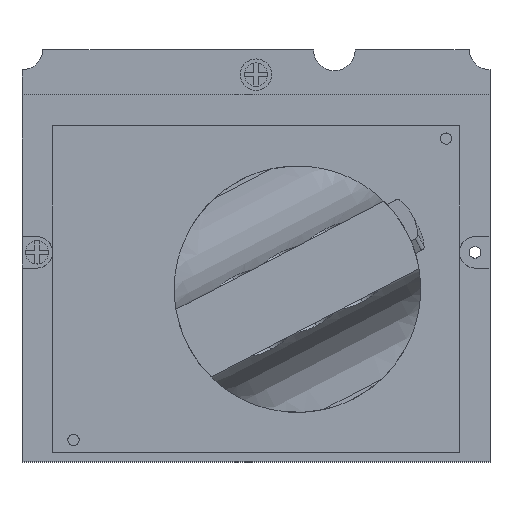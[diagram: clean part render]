
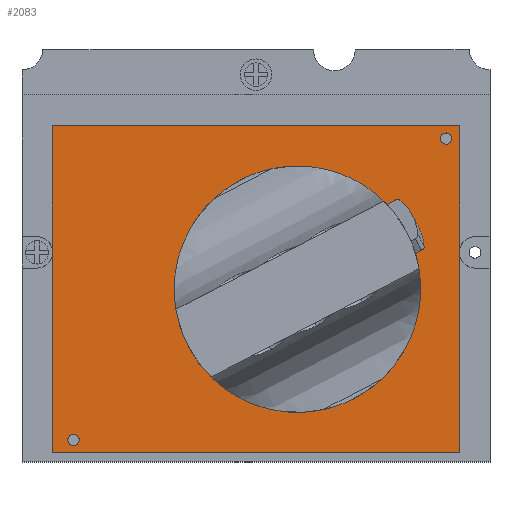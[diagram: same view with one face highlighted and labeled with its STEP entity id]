
A CAD part, top view. The second image highlights one B-rep face of the part: STEP entity #2083.
In plain terms, the highlighted planar face has unit normal (0, 0, 1).
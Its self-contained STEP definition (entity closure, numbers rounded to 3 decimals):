
#126=DIRECTION('',(0.,-1.,0.));
#127=VECTOR('',#126,73.);
#128=CARTESIAN_POINT('',(-45.5,29.19,24.771));
#129=LINE('',#128,#127);
#610=DIRECTION('',(1.,0.,0.));
#611=VECTOR('',#610,91.);
#612=CARTESIAN_POINT('',(-45.5,-43.81,24.771));
#613=LINE('',#612,#611);
#618=DIRECTION('',(1.,0.,0.));
#619=VECTOR('',#618,91.);
#620=CARTESIAN_POINT('',(-45.5,29.19,24.771));
#621=LINE('',#620,#619);
#622=DIRECTION('',(0.,-1.,0.));
#623=VECTOR('',#622,73.);
#624=CARTESIAN_POINT('',(45.5,29.19,24.771));
#625=LINE('',#624,#623);
#626=CARTESIAN_POINT('',(-40.75,-40.96,24.771));
#627=DIRECTION('',(0.,0.,1.));
#628=DIRECTION('',(1.,0.,0.));
#629=AXIS2_PLACEMENT_3D('',#626,#627,#628);
#631=CARTESIAN_POINT('',(-40.75,-40.96,24.771));
#632=DIRECTION('',(0.,0.,1.));
#633=DIRECTION('',(-1.,0.,0.));
#634=AXIS2_PLACEMENT_3D('',#631,#632,#633);
#636=CARTESIAN_POINT('',(42.45,26.34,24.771));
#637=DIRECTION('',(0.,0.,1.));
#638=DIRECTION('',(1.,0.,0.));
#639=AXIS2_PLACEMENT_3D('',#636,#637,#638);
#641=CARTESIAN_POINT('',(42.45,26.34,24.771));
#642=DIRECTION('',(0.,0.,1.));
#643=DIRECTION('',(-1.,0.,0.));
#644=AXIS2_PLACEMENT_3D('',#641,#642,#643);
#646=CARTESIAN_POINT('',(9.25,-7.31,24.771));
#647=DIRECTION('',(0.,0.,1.));
#648=DIRECTION('',(1.,0.,0.));
#649=AXIS2_PLACEMENT_3D('',#646,#647,#648);
#651=CARTESIAN_POINT('',(9.25,-7.31,24.771));
#652=DIRECTION('',(0.,0.,1.));
#653=DIRECTION('',(-1.,0.,0.));
#654=AXIS2_PLACEMENT_3D('',#651,#652,#653);
#980=CARTESIAN_POINT('',(-45.5,29.19,24.771));
#981=VERTEX_POINT('',#980);
#982=CARTESIAN_POINT('',(-45.5,-43.81,24.771));
#983=VERTEX_POINT('',#982);
#984=CARTESIAN_POINT('',(45.5,29.19,24.771));
#985=VERTEX_POINT('',#984);
#986=CARTESIAN_POINT('',(45.5,-43.81,24.771));
#987=VERTEX_POINT('',#986);
#1112=CARTESIAN_POINT('',(-39.5,-40.96,24.771));
#1113=CARTESIAN_POINT('',(-42.,-40.96,24.771));
#1114=VERTEX_POINT('',#1112);
#1115=VERTEX_POINT('',#1113);
#1116=CARTESIAN_POINT('',(43.7,26.34,24.771));
#1117=CARTESIAN_POINT('',(41.2,26.34,24.771));
#1118=VERTEX_POINT('',#1116);
#1119=VERTEX_POINT('',#1117);
#1120=CARTESIAN_POINT('',(21.75,-7.31,24.771));
#1121=CARTESIAN_POINT('',(-3.25,-7.31,24.771));
#1122=VERTEX_POINT('',#1120);
#1123=VERTEX_POINT('',#1121);
#2054=CARTESIAN_POINT('',(-52.25,29.19,24.771));
#2055=DIRECTION('',(0.,0.,1.));
#2056=DIRECTION('',(0.,-1.,0.));
#2057=AXIS2_PLACEMENT_3D('',#2054,#2055,#2056);
#2058=PLANE('',#2057);
#2059=ORIENTED_EDGE('',*,*,#1343,.F.);
#2060=ORIENTED_EDGE('',*,*,#1371,.T.);
#2061=ORIENTED_EDGE('',*,*,#1386,.T.);
#2062=ORIENTED_EDGE('',*,*,#2047,.F.);
#2063=EDGE_LOOP('',(#2059,#2060,#2061,#2062));
#2064=FACE_OUTER_BOUND('',#2063,.F.);
#2066=ORIENTED_EDGE('',*,*,#2065,.T.);
#2068=ORIENTED_EDGE('',*,*,#2067,.T.);
#2069=EDGE_LOOP('',(#2066,#2068));
#2070=FACE_BOUND('',#2069,.F.);
#2072=ORIENTED_EDGE('',*,*,#2071,.T.);
#2074=ORIENTED_EDGE('',*,*,#2073,.T.);
#2075=EDGE_LOOP('',(#2072,#2074));
#2076=FACE_BOUND('',#2075,.F.);
#2078=ORIENTED_EDGE('',*,*,#2077,.T.);
#2080=ORIENTED_EDGE('',*,*,#2079,.T.);
#2081=EDGE_LOOP('',(#2078,#2080));
#2082=FACE_BOUND('',#2081,.F.);
#630=CIRCLE('',#629,1.25);
#635=CIRCLE('',#634,1.25);
#640=CIRCLE('',#639,1.25);
#645=CIRCLE('',#644,1.25);
#650=CIRCLE('',#649,12.5);
#655=CIRCLE('',#654,12.5);
#1343=EDGE_CURVE('',#981,#983,#129,.T.);
#1371=EDGE_CURVE('',#981,#985,#621,.T.);
#1386=EDGE_CURVE('',#985,#987,#625,.T.);
#2047=EDGE_CURVE('',#983,#987,#613,.T.);
#2065=EDGE_CURVE('',#1114,#1115,#630,.T.);
#2067=EDGE_CURVE('',#1115,#1114,#635,.T.);
#2071=EDGE_CURVE('',#1118,#1119,#640,.T.);
#2073=EDGE_CURVE('',#1119,#1118,#645,.T.);
#2077=EDGE_CURVE('',#1122,#1123,#650,.T.);
#2079=EDGE_CURVE('',#1123,#1122,#655,.T.);
#2083=ADVANCED_FACE('',(#2064,#2070,#2076,#2082),#2058,.T.);
